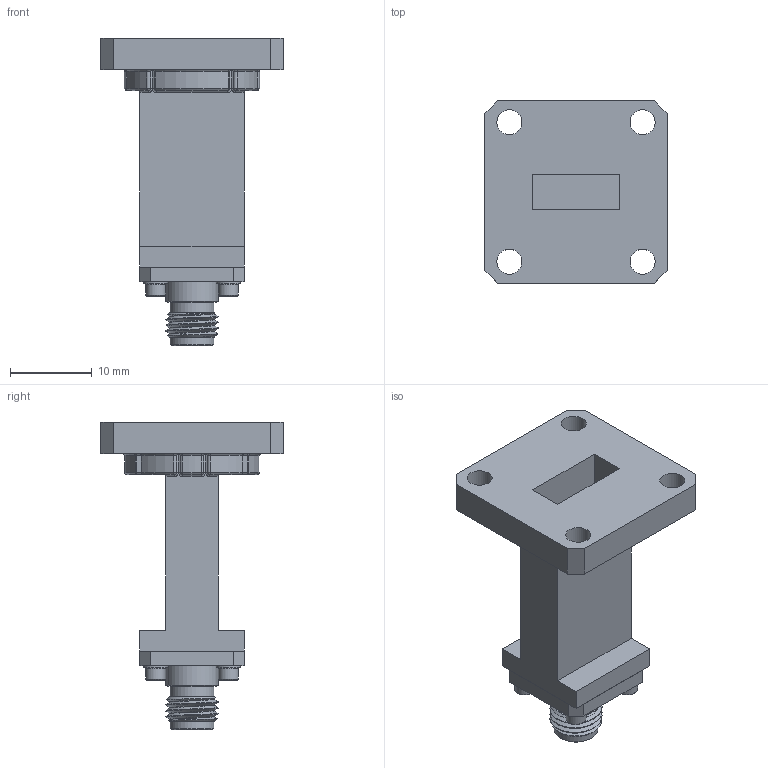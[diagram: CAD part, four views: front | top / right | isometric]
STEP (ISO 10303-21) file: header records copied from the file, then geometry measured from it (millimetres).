
FILE_DESCRIPTION (( 'STEP AP203' ), '1' );
FILE_NAME ('PEWCA1070.step', '2020-04-01T21:36:44', ( '' ), ( '' ), 'SwSTEP 2.0', 'SolidWorks 2018', '' );
FILE_SCHEMA (( 'CONFIG_CONTROL_DESIGN' ));
Length unit declared in the file: inch
Products named in the file (1): PEWCA1070
Bounding box: 22.23 x 22.23 x 37.46 mm (x, y, z)
Volume: 3508.9 mm3; surface area: 4296 mm2
Topology: 6 solids, 6 shells, 395 faces, 891 edges, 518 vertices
Faces by surface type: cylinder 156, plane 118, torus 52, cone 42, sphere 16, bspline 11
Full cylindrical faces by diameter (mm): 1.016 x2, 1.27 x2, 1.524 x36, 1.854 x5, 2.438 x4, 2.92 x1, 2.946 x4, 3.048 x4, 4.521 x1, 5.08 x1, 5.334 x2, 6.35 x1
Entity records: 14434 total; most frequent: CARTESIAN_POINT 6963, DIRECTION 1646, ORIENTED_EDGE 1392, EDGE_CURVE 696, AXIS2_PLACEMENT_3D 687, EDGE_LOOP 448, VERTEX_POINT 422, FACE_OUTER_BOUND 390
